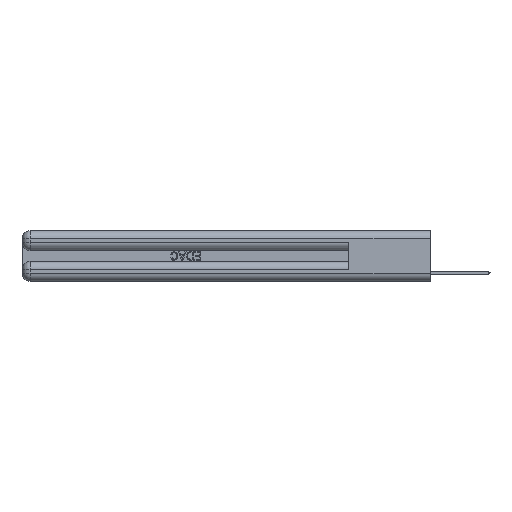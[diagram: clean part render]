
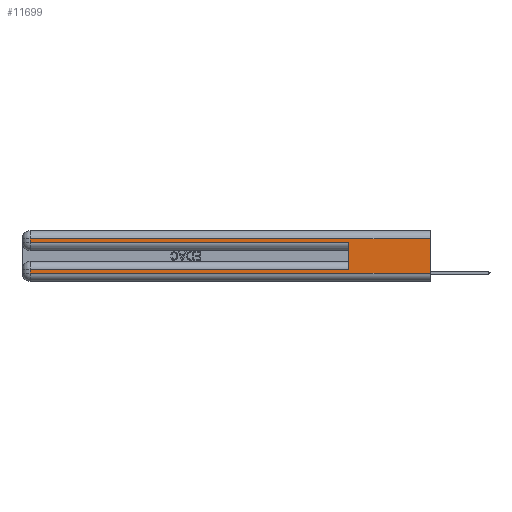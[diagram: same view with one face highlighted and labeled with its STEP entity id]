
A CAD part, left-side view. The second image highlights one B-rep face of the part: STEP entity #11699.
In plain terms, the highlighted planar face has unit normal (-1, 0, 0).
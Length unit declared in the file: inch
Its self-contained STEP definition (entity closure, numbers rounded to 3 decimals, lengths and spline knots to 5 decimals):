
#1318 = CARTESIAN_POINT ( 'NONE',  ( 0., 2.94, 0.085 ) ) ;
#1321 = VERTEX_POINT ( 'NONE', #19345 ) ;
#1370 = EDGE_CURVE ( 'NONE', #15451, #4847, #26827, .T. ) ;
#1531 = EDGE_CURVE ( 'NONE', #10220, #9537, #2238, .T. ) ;
#1769 = CARTESIAN_POINT ( 'NONE',  ( 0., 0., 0.06 ) ) ;
#1927 = ORIENTED_EDGE ( 'NONE', *, *, #14891, .F. ) ;
#2238 = LINE ( 'NONE', #8091, #25474 ) ;
#2279 = DIRECTION ( 'NONE',  ( 0., 1., 0. ) ) ;
#2601 = EDGE_LOOP ( 'NONE', ( #1927, #17019, #8603, #17402, #3994, #7808, #7321, #2648 ) ) ;
#2648 = ORIENTED_EDGE ( 'NONE', *, *, #1370, .T. ) ;
#3530 = EDGE_CURVE ( 'NONE', #17311, #15451, #27246, .T. ) ;
#3994 = ORIENTED_EDGE ( 'NONE', *, *, #5321, .F. ) ;
#4385 = CARTESIAN_POINT ( 'NONE',  ( 0., 0., 0.31 ) ) ;
#4614 = CARTESIAN_POINT ( 'NONE',  ( 0., 0., 0.31 ) ) ;
#4847 = VERTEX_POINT ( 'NONE', #1769 ) ;
#5270 = VERTEX_POINT ( 'NONE', #4385 ) ;
#5321 = EDGE_CURVE ( 'NONE', #7019, #9537, #11370, .T. ) ;
#5447 = CARTESIAN_POINT ( 'NONE',  ( 0., 0.6, 0.145 ) ) ;
#5775 = AXIS2_PLACEMENT_3D ( 'NONE', #26936, #18387, #9734 ) ;
#6110 = DIRECTION ( 'NONE',  ( 0., 0., -1. ) ) ;
#6471 = EDGE_CURVE ( 'NONE', #5270, #1321, #18677, .T. ) ;
#6521 = FACE_OUTER_BOUND ( 'NONE', #2601, .T. ) ;
#6959 = VECTOR ( 'NONE', #13899, 39.37008 ) ;
#7019 = VERTEX_POINT ( 'NONE', #9403 ) ;
#7165 = CARTESIAN_POINT ( 'NONE',  ( 0., 0., 0.37 ) ) ;
#7321 = ORIENTED_EDGE ( 'NONE', *, *, #3530, .T. ) ;
#7808 = ORIENTED_EDGE ( 'NONE', *, *, #8529, .T. ) ;
#8091 = CARTESIAN_POINT ( 'NONE',  ( 0., 0., 0.285 ) ) ;
#8529 = EDGE_CURVE ( 'NONE', #7019, #17311, #21899, .T. ) ;
#8603 = ORIENTED_EDGE ( 'NONE', *, *, #12876, .T. ) ;
#9403 = CARTESIAN_POINT ( 'NONE',  ( 0., 0.6, 0.085 ) ) ;
#9537 = VERTEX_POINT ( 'NONE', #16930 ) ;
#9734 = DIRECTION ( 'NONE',  ( 0., 0., -1. ) ) ;
#10220 = VERTEX_POINT ( 'NONE', #15934 ) ;
#10547 = DIRECTION ( 'NONE',  ( 0., -1., 0. ) ) ;
#10597 = VECTOR ( 'NONE', #14557, 39.37008 ) ;
#11282 = CARTESIAN_POINT ( 'NONE',  ( 0., 2.94, 0.37 ) ) ;
#11370 = LINE ( 'NONE', #5447, #6959 ) ;
#11638 = PLANE ( 'NONE',  #5775 ) ;
#11699 = ADVANCED_FACE ( 'NONE', ( #6521 ), #11638, .F. ) ;
#12876 = EDGE_CURVE ( 'NONE', #1321, #10220, #21001, .T. ) ;
#13163 = DIRECTION ( 'NONE',  ( 0., 1., 0. ) ) ;
#13184 = VECTOR ( 'NONE', #6110, 39.37008 ) ;
#13878 = LINE ( 'NONE', #7165, #13184 ) ;
#13899 = DIRECTION ( 'NONE',  ( 0., 0., 1. ) ) ;
#14557 = DIRECTION ( 'NONE',  ( 0., 0., -1. ) ) ;
#14725 = VECTOR ( 'NONE', #19836, 39.37008 ) ;
#14891 = EDGE_CURVE ( 'NONE', #5270, #4847, #13878, .T. ) ;
#15451 = VERTEX_POINT ( 'NONE', #21048 ) ;
#15934 = CARTESIAN_POINT ( 'NONE',  ( 0., 2.94, 0.285 ) ) ;
#16215 = VECTOR ( 'NONE', #13163, 39.37008 ) ;
#16679 = VECTOR ( 'NONE', #2279, 39.37008 ) ;
#16930 = CARTESIAN_POINT ( 'NONE',  ( 0., 0.6, 0.285 ) ) ;
#17019 = ORIENTED_EDGE ( 'NONE', *, *, #6471, .T. ) ;
#17311 = VERTEX_POINT ( 'NONE', #1318 ) ;
#17402 = ORIENTED_EDGE ( 'NONE', *, *, #1531, .T. ) ;
#18387 = DIRECTION ( 'NONE',  ( 1., 0., 0. ) ) ;
#18529 = VECTOR ( 'NONE', #19934, 39.37008 ) ;
#18677 = LINE ( 'NONE', #4614, #16679 ) ;
#19345 = CARTESIAN_POINT ( 'NONE',  ( 0., 2.94, 0.31 ) ) ;
#19444 = CARTESIAN_POINT ( 'NONE',  ( 0., 0., 0.085 ) ) ;
#19836 = DIRECTION ( 'NONE',  ( 0., -1., 0. ) ) ;
#19934 = DIRECTION ( 'NONE',  ( 0., 0., -1. ) ) ;
#20920 = CARTESIAN_POINT ( 'NONE',  ( 0., 2.94, 0.37 ) ) ;
#21001 = LINE ( 'NONE', #20920, #10597 ) ;
#21048 = CARTESIAN_POINT ( 'NONE',  ( 0., 2.94, 0.06 ) ) ;
#21899 = LINE ( 'NONE', #19444, #16215 ) ;
#24304 = CARTESIAN_POINT ( 'NONE',  ( 0., 0., 0.06 ) ) ;
#25474 = VECTOR ( 'NONE', #10547, 39.37008 ) ;
#26827 = LINE ( 'NONE', #24304, #14725 ) ;
#26936 = CARTESIAN_POINT ( 'NONE',  ( 0., 0., 0.37 ) ) ;
#27246 = LINE ( 'NONE', #11282, #18529 ) ;
